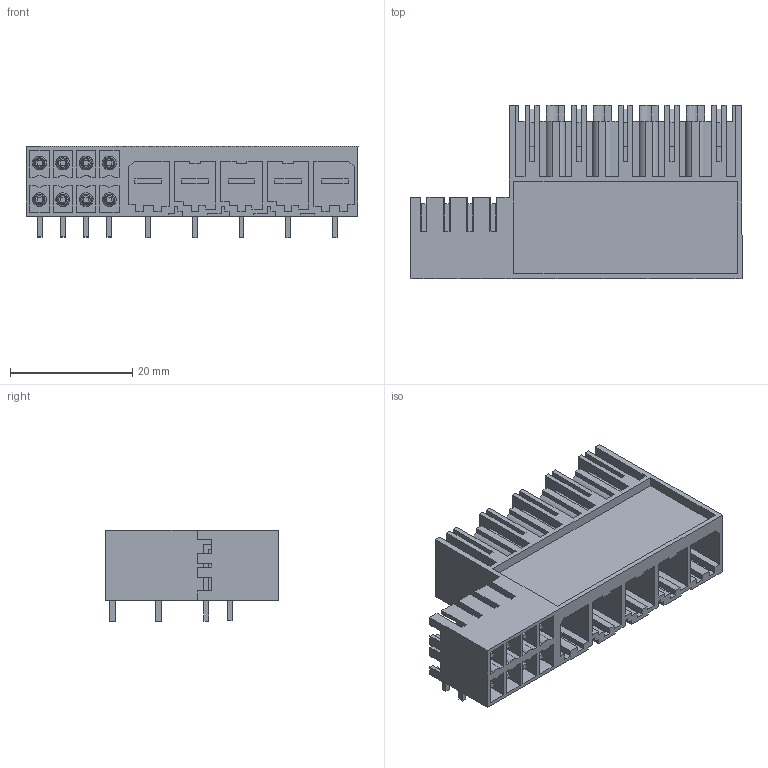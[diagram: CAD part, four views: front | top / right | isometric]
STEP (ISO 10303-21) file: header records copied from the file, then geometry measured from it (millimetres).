
FILE_DESCRIPTION(('CATIA V5R22 STEP214','CAx-IF Rec.Pracs.--- Model Styling and Organization---1.4--- 2014-01-23'),'2;1');
FILE_NAME ('007940-3_0_1156990000_1156990000.stp','2023-06-20T08:25:08+00:00',('none'),('Weidmueller'),'CATIA Version 5-6 Release 2016 SP3 HF44','CATIA V5 STEP AP214','none');
FILE_SCHEMA(('AUTOMOTIVE_DESIGN { 1 0 10303 214 1 1 1 1 }'));
Length unit declared in the file: millimetre
Products named in the file (1): 1156990000
Bounding box: 54.31 x 28.3 x 14.9 mm (x, y, z)
Volume: 7240.9 mm3; surface area: 12808.5 mm2
Topology: 14 solids, 14 shells, 827 faces, 2441 edges, 1651 vertices
Faces by surface type: plane 759, torus 32, cylinder 20, cone 16
Entity records: 25275 total; most frequent: ORIENTED_EDGE 4882, CARTESIAN_POINT 4692, DIRECTION 3271, EDGE_CURVE 2441, VECTOR 2289, LINE 2289, VERTEX_POINT 1651, EDGE_LOOP 862
